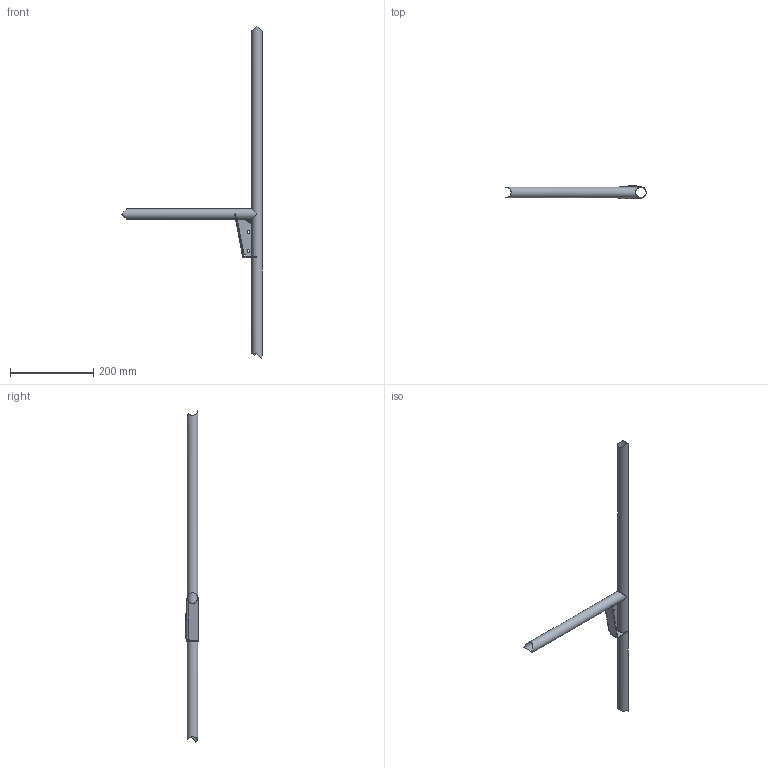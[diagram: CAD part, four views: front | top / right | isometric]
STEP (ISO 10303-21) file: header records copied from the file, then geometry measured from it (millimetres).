
FILE_DESCRIPTION (( 'STEP AP214' ), '1' );
FILE_NAME ('Front_Anti-roll_Bar_Bracket_EE.STEP', '2022-10-18T08:47:01', ( '' ), ( '' ), 'SwSTEP 2.0', 'SolidWorks 2022', '' );
FILE_SCHEMA (( 'AUTOMOTIVE_DESIGN' ));
Length unit declared in the file: millimetre
Products named in the file (1): Front_Anti-roll_Bar_Bracket_EE
Bounding box: 337.79 x 32.28 x 798.65 mm (x, y, z)
Surface area: 103989 mm2 (no closed solid volume)
Topology: 0 solids, 4 shells, 57 faces, 151 edges, 97 vertices
Faces by surface type: plane 25, bspline 19, cylinder 13
Full cylindrical faces by diameter (mm): 6.1 x2, 25.6 x2
Entity records: 2812 total; most frequent: CARTESIAN_POINT 1613, ORIENTED_EDGE 276, DIRECTION 162, EDGE_CURVE 146, VERTEX_POINT 96, EDGE_LOOP 67, FACE_OUTER_BOUND 61, ADVANCED_FACE 57
